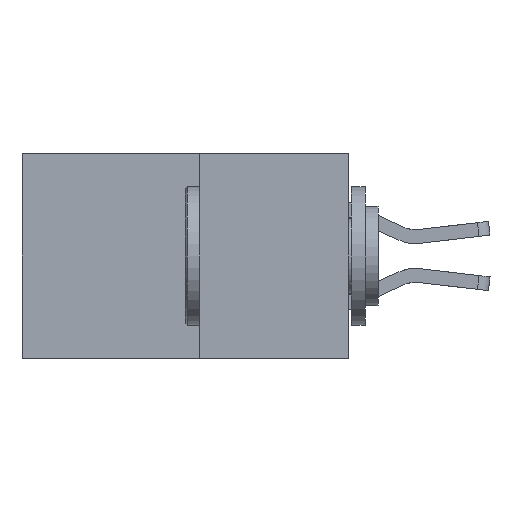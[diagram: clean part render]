
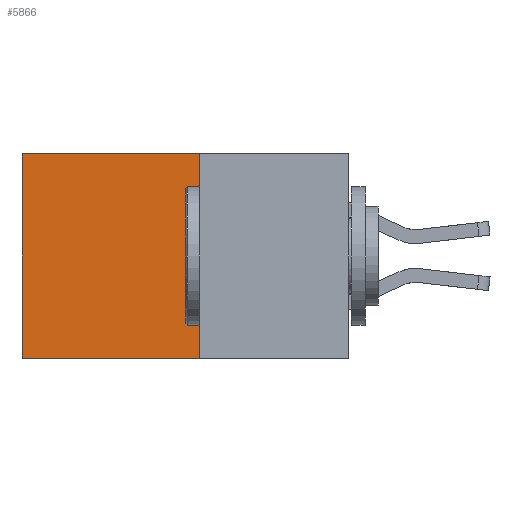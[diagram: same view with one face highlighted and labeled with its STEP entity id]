
A CAD part, left-side view. The second image highlights one B-rep face of the part: STEP entity #5866.
In plain terms, the highlighted planar face has unit normal (-1, 0, 0).
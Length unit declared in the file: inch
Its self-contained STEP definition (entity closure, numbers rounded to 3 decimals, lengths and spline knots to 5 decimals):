
#151 = EDGE_LOOP ( 'NONE', ( #8752, #8945, #1367, #10817 ) ) ;
#1317 = EDGE_CURVE ( 'NONE', #4383, #6670, #10284, .T. ) ;
#1367 = ORIENTED_EDGE ( 'NONE', *, *, #12192, .F. ) ;
#1630 = LINE ( 'NONE', #10206, #9079 ) ;
#1846 = VECTOR ( 'NONE', #11766, 39.37008 ) ;
#2202 = CARTESIAN_POINT ( 'NONE',  ( 0.277, 0.59, 0. ) ) ;
#2444 = VERTEX_POINT ( 'NONE', #10145 ) ;
#4063 = CARTESIAN_POINT ( 'NONE',  ( 0.277, 0.27, -0.37 ) ) ;
#4383 = VERTEX_POINT ( 'NONE', #6956 ) ;
#4624 = FACE_OUTER_BOUND ( 'NONE', #151, .T. ) ;
#4701 = CARTESIAN_POINT ( 'NONE',  ( 0.277, 0.27, -0.37 ) ) ;
#5072 = DIRECTION ( 'NONE',  ( 0., 0., -1. ) ) ;
#5250 = VERTEX_POINT ( 'NONE', #4701 ) ;
#5866 = ADVANCED_FACE ( 'NONE', ( #4624 ), #7646, .F. ) ;
#5994 = VECTOR ( 'NONE', #5072, 39.37008 ) ;
#6670 = VERTEX_POINT ( 'NONE', #2202 ) ;
#6956 = CARTESIAN_POINT ( 'NONE',  ( 0.277, 0.27, 0. ) ) ;
#7513 = DIRECTION ( 'NONE',  ( 0., 0., -1. ) ) ;
#7589 = DIRECTION ( 'NONE',  ( 1., 0., 0. ) ) ;
#7641 = CARTESIAN_POINT ( 'NONE',  ( 0.277, 0.27, -0.37 ) ) ;
#7646 = PLANE ( 'NONE',  #10263 ) ;
#7848 = CARTESIAN_POINT ( 'NONE',  ( 0.277, 0.59, -0.37 ) ) ;
#7926 = CARTESIAN_POINT ( 'NONE',  ( 0.277, 0.27, 0. ) ) ;
#7991 = VECTOR ( 'NONE', #12173, 39.37008 ) ;
#8272 = EDGE_CURVE ( 'NONE', #6670, #2444, #12487, .T. ) ;
#8389 = LINE ( 'NONE', #4063, #5994 ) ;
#8752 = ORIENTED_EDGE ( 'NONE', *, *, #8272, .T. ) ;
#8945 = ORIENTED_EDGE ( 'NONE', *, *, #11041, .F. ) ;
#9079 = VECTOR ( 'NONE', #11179, 39.37008 ) ;
#10145 = CARTESIAN_POINT ( 'NONE',  ( 0.277, 0.59, -0.37 ) ) ;
#10206 = CARTESIAN_POINT ( 'NONE',  ( 0.277, 0.27, -0.37 ) ) ;
#10263 = AXIS2_PLACEMENT_3D ( 'NONE', #7641, #7589, #7513 ) ;
#10284 = LINE ( 'NONE', #7926, #7991 ) ;
#10817 = ORIENTED_EDGE ( 'NONE', *, *, #1317, .T. ) ;
#11041 = EDGE_CURVE ( 'NONE', #5250, #2444, #1630, .T. ) ;
#11179 = DIRECTION ( 'NONE',  ( 0., 1., 0. ) ) ;
#11766 = DIRECTION ( 'NONE',  ( 0., 0., -1. ) ) ;
#12173 = DIRECTION ( 'NONE',  ( 0., 1., 0. ) ) ;
#12192 = EDGE_CURVE ( 'NONE', #4383, #5250, #8389, .T. ) ;
#12487 = LINE ( 'NONE', #7848, #1846 ) ;
